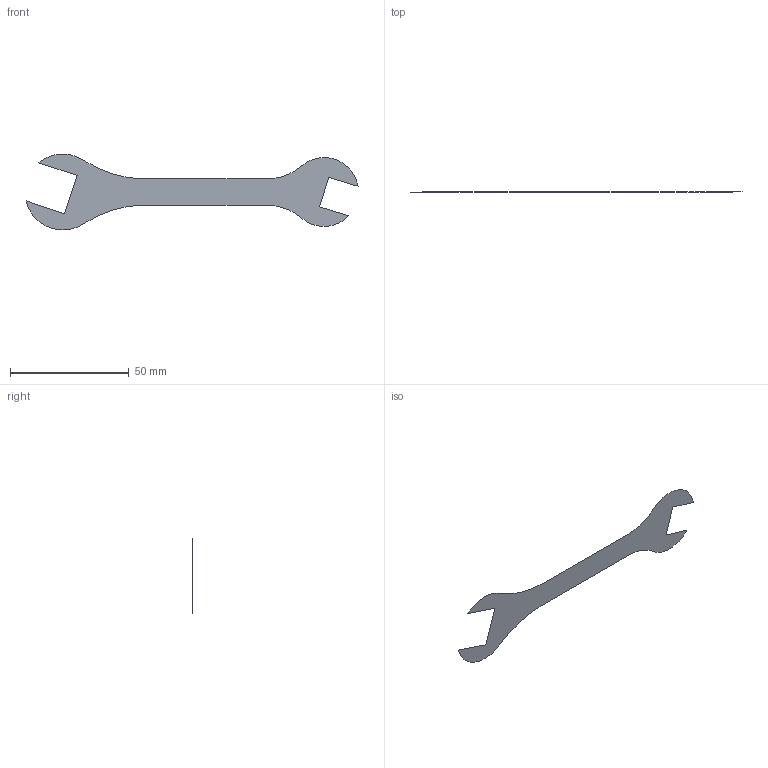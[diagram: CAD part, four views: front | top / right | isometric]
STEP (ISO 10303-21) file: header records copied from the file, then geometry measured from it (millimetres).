
FILE_DESCRIPTION((''),'2;1');
FILE_NAME('','2022-08-11T10:20:46.524594',('Author'),(''),'ss','','Unknown');
FILE_SCHEMA(('AUTOMOTIVE_DESIGN { 1 0 10303 214 1 1 1 1 }'));
Length unit declared in the file: millimetre
Products named in the file (1): cl�
Bounding box: 139.84 x 0 x 31.95 mm (x, y, z)
Surface area: 1945.1 mm2 (no closed solid volume)
Topology: 0 solids, 1 shells, 1 faces, 16 edges, 16 vertices
Faces by surface type: plane 1
Entity records: 229 total; most frequent: CARTESIAN_POINT 34, DIRECTION 28, EDGE_CURVE 16, VERTEX_POINT 16, ORIENTED_EDGE 16, AXIS2_PLACEMENT_3D 10, LINE 8, CIRCLE 8
